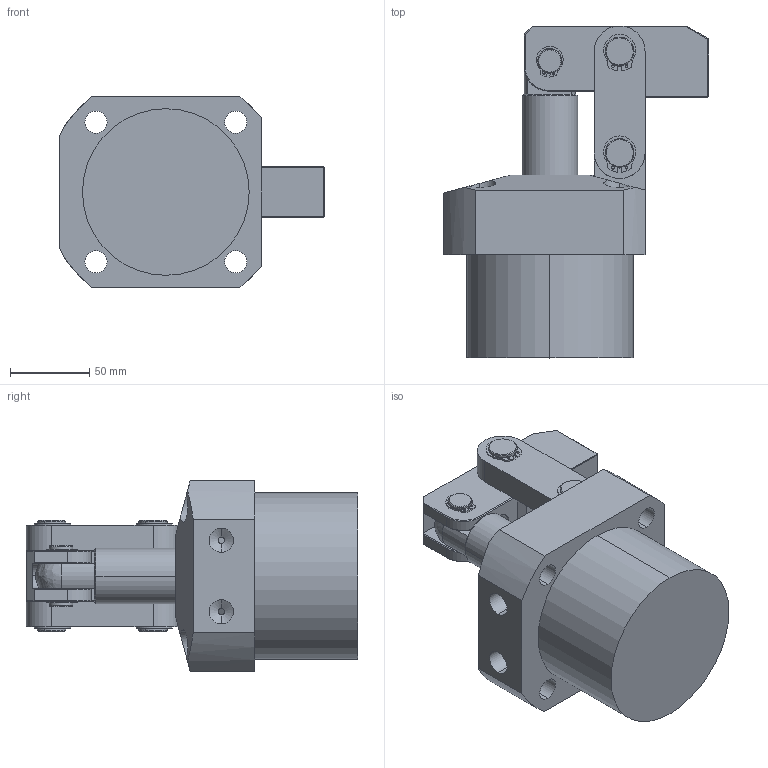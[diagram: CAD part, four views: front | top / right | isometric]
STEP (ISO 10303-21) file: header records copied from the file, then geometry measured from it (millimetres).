
FILE_DESCRIPTION (( 'STEP AP214' ), '1' );
FILE_NAME ('CLKA-105杠杆式油压缸三维图.STEP', '2019-04-19T01:06:23', ( '' ), ( '' ), 'SwSTEP 2.0', 'SolidWorks 2016', '' );
FILE_SCHEMA (( 'AUTOMOTIVE_DESIGN' ));
Length unit declared in the file: millimetre
Products named in the file (9): ｳ､ﾖ畧1_3; 結18_1_3; 結15_1_3; ｶﾌﾖ畧1_3; ﾑｹｱﾛ_1_3; ﾁｬｸﾋ_1_3; 105活塞杆_8; CLKA-105杠杆式油压缸三维图; 105掛极
Assembly tree (14 placements, depth 2):
  CLKA-105杠杆式油压缸三维图
    105活塞杆_8
    ﾁｬｸﾋ_1_3  x2
    ﾑｹｱﾛ_1_3
    ｶﾌﾖ畧1_3
    結15_1_3  x2
    結18_1_3  x4
    ｳ､ﾖ畧1_3  x2
    105掛极
Bounding box: 167 x 209 x 120 mm (x, y, z)
Volume: 1079875.8 mm3; surface area: 197061.8 mm2
Topology: 13 solids, 15 shells, 381 faces, 953 edges, 616 vertices
Faces by surface type: cylinder 195, plane 132, cone 52, bspline 2
Entity records: 8429 total; most frequent: CARTESIAN_POINT 1807, DIRECTION 1406, ORIENTED_EDGE 1236, EDGE_CURVE 621, AXIS2_PLACEMENT_3D 545, VERTEX_POINT 400, LINE 316, VECTOR 316
